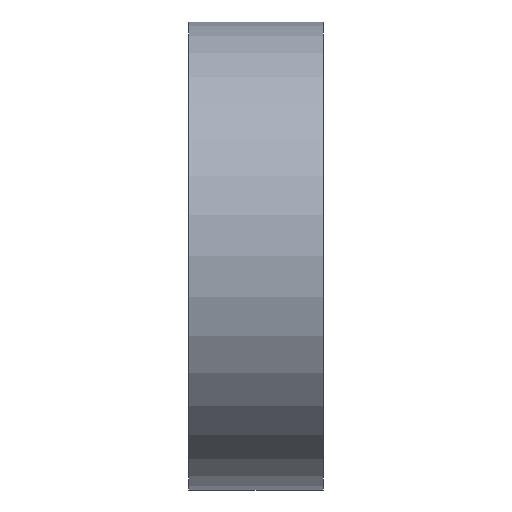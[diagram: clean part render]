
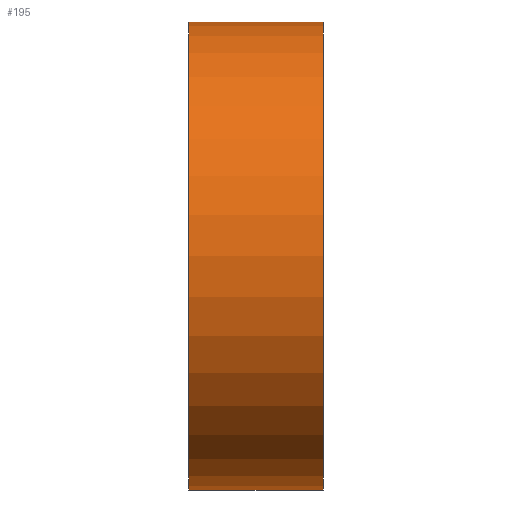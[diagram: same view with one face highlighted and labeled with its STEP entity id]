
A CAD part, front view. The second image highlights one B-rep face of the part: STEP entity #195.
In plain terms, the highlighted cylindrical face has radius 2.95 mm (diameter 5.9 mm), a partial arc.
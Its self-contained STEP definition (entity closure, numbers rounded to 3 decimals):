
#1 = EDGE_CURVE ( 'NONE', #20, #16, #198, .T. ) ;
#2 = AXIS2_PLACEMENT_3D ( 'NONE', #117, #30, #70 ) ;
#10 = VECTOR ( 'NONE', #49, 1000. ) ;
#14 = DIRECTION ( 'NONE',  ( 0., 0., -1. ) ) ;
#16 = VERTEX_POINT ( 'NONE', #90 ) ;
#17 = CARTESIAN_POINT ( 'NONE',  ( 1.7, 0., 0. ) ) ;
#20 = VERTEX_POINT ( 'NONE', #163 ) ;
#22 = CYLINDRICAL_SURFACE ( 'NONE', #42, 2.95 ) ;
#25 = CIRCLE ( 'NONE', #2, 2.95 ) ;
#26 = EDGE_CURVE ( 'NONE', #16, #139, #85, .T. ) ;
#30 = DIRECTION ( 'NONE',  ( 1., 0., 0. ) ) ;
#32 = VECTOR ( 'NONE', #196, 1000. ) ;
#34 = DIRECTION ( 'NONE',  ( -1., 0., 0. ) ) ;
#40 = AXIS2_PLACEMENT_3D ( 'NONE', #159, #151, #14 ) ;
#42 = AXIS2_PLACEMENT_3D ( 'NONE', #17, #34, #56 ) ;
#49 = DIRECTION ( 'NONE',  ( -1., 0., 0. ) ) ;
#55 = CARTESIAN_POINT ( 'NONE',  ( 1.7, 0., 2.95 ) ) ;
#56 = DIRECTION ( 'NONE',  ( 0., 0., 1. ) ) ;
#57 = FACE_OUTER_BOUND ( 'NONE', #180, .T. ) ;
#58 = EDGE_CURVE ( 'NONE', #20, #164, #25, .T. ) ;
#67 = ORIENTED_EDGE ( 'NONE', *, *, #58, .F. ) ;
#70 = DIRECTION ( 'NONE',  ( 0., 0., -1. ) ) ;
#85 = CIRCLE ( 'NONE', #40, 2.95 ) ;
#90 = CARTESIAN_POINT ( 'NONE',  ( 0., 0., 2.95 ) ) ;
#105 = LINE ( 'NONE', #147, #32 ) ;
#109 = ORIENTED_EDGE ( 'NONE', *, *, #26, .T. ) ;
#117 = CARTESIAN_POINT ( 'NONE',  ( 1.7, 0., 0. ) ) ;
#125 = EDGE_CURVE ( 'NONE', #164, #139, #105, .T. ) ;
#139 = VERTEX_POINT ( 'NONE', #192 ) ;
#147 = CARTESIAN_POINT ( 'NONE',  ( 1.7, 0., -2.95 ) ) ;
#151 = DIRECTION ( 'NONE',  ( 1., 0., 0. ) ) ;
#159 = CARTESIAN_POINT ( 'NONE',  ( 0., 0., 0. ) ) ;
#163 = CARTESIAN_POINT ( 'NONE',  ( 1.7, 0., 2.95 ) ) ;
#164 = VERTEX_POINT ( 'NONE', #174 ) ;
#166 = ORIENTED_EDGE ( 'NONE', *, *, #1, .T. ) ;
#174 = CARTESIAN_POINT ( 'NONE',  ( 1.7, 0., -2.95 ) ) ;
#178 = ORIENTED_EDGE ( 'NONE', *, *, #125, .F. ) ;
#180 = EDGE_LOOP ( 'NONE', ( #178, #67, #166, #109 ) ) ;
#192 = CARTESIAN_POINT ( 'NONE',  ( 0., 0., -2.95 ) ) ;
#195 = ADVANCED_FACE ( 'NONE', ( #57 ), #22, .T. ) ;
#196 = DIRECTION ( 'NONE',  ( -1., 0., 0. ) ) ;
#198 = LINE ( 'NONE', #55, #10 ) ;
